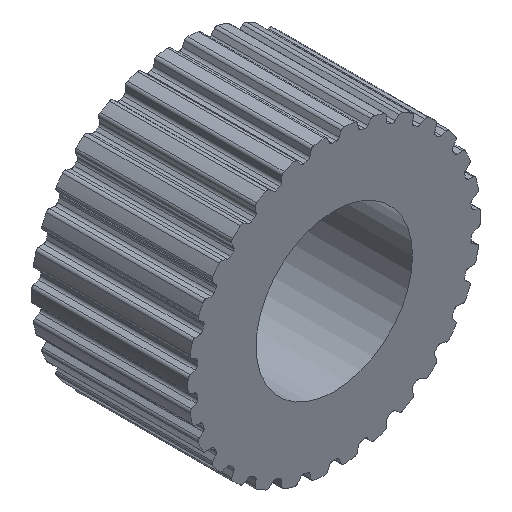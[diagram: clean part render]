
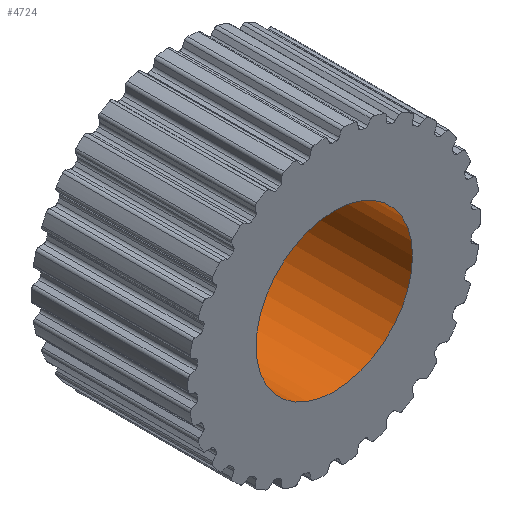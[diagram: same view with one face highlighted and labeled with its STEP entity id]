
A CAD part, isometric view. The second image highlights one B-rep face of the part: STEP entity #4724.
In plain terms, the highlighted cylindrical face has radius 12.7 mm (diameter 25.4 mm), a full revolution.
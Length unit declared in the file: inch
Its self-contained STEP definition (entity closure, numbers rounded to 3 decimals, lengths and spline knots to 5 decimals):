
#202=CIRCLE('',#4933,0.5);
#378=CIRCLE('',#5343,0.5);
#559=CYLINDRICAL_SURFACE('',#5342,0.5);
#801=FACE_OUTER_BOUND('',#1045,.T.);
#1045=EDGE_LOOP('',(#4176,#4177,#4178,#4179));
#1408=LINE('',#8365,#1769);
#1769=VECTOR('',#6915,0.5);
#2018=VERTEX_POINT('',#7430);
#2251=VERTEX_POINT('',#8363);
#2507=EDGE_CURVE('',#2018,#2018,#202,.T.);
#2973=EDGE_CURVE('',#2251,#2251,#378,.T.);
#2974=EDGE_CURVE('',#2251,#2018,#1408,.T.);
#4176=ORIENTED_EDGE('',*,*,#2973,.F.);
#4177=ORIENTED_EDGE('',*,*,#2974,.T.);
#4178=ORIENTED_EDGE('',*,*,#2507,.T.);
#4179=ORIENTED_EDGE('',*,*,#2974,.F.);
#4724=ADVANCED_FACE('',(#801),#559,.F.);
#4933=AXIS2_PLACEMENT_3D('',#7431,#5803,#5804);
#5342=AXIS2_PLACEMENT_3D('',#8362,#6911,#6912);
#5343=AXIS2_PLACEMENT_3D('',#8364,#6913,#6914);
#5803=DIRECTION('center_axis',(0.,-1.,0.));
#5804=DIRECTION('ref_axis',(1.,0.,0.));
#6911=DIRECTION('center_axis',(0.,1.,0.));
#6912=DIRECTION('ref_axis',(1.,0.,0.));
#6913=DIRECTION('center_axis',(0.,-1.,0.));
#6914=DIRECTION('ref_axis',(1.,0.,0.));
#6915=DIRECTION('',(0.,-1.,0.));
#7430=CARTESIAN_POINT('',(-0.5,0.,0.));
#7431=CARTESIAN_POINT('Origin',(0.,0.,0.));
#8362=CARTESIAN_POINT('Origin',(0.,0.,0.));
#8363=CARTESIAN_POINT('',(-0.5,1.,0.));
#8364=CARTESIAN_POINT('Origin',(0.,1.,0.));
#8365=CARTESIAN_POINT('',(-0.5,0.,0.));
